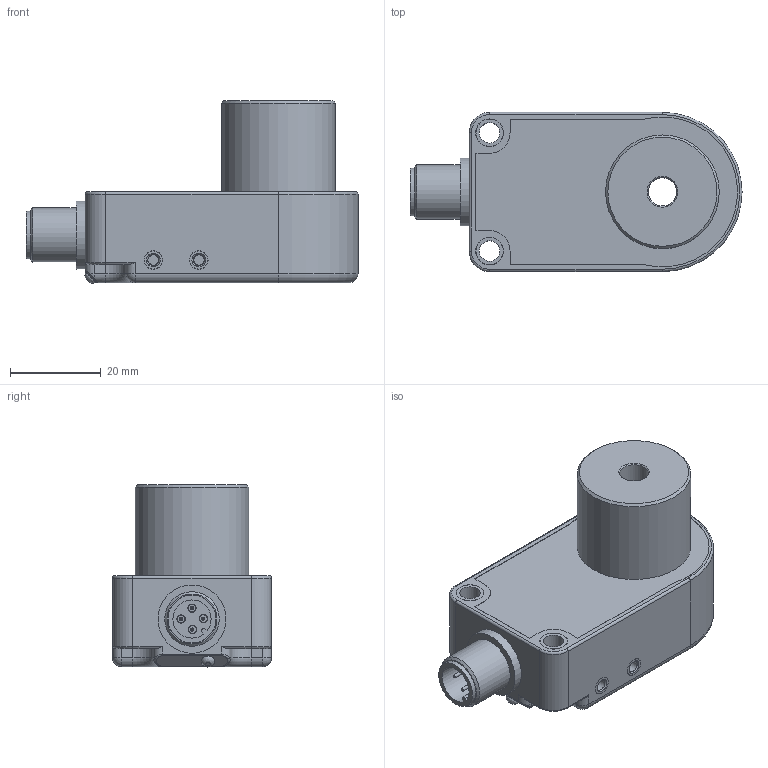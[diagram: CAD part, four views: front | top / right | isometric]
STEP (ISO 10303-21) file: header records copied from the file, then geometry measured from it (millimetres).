
FILE_DESCRIPTION(/* description */ (''),/* implementation_level */ '2;1');
FILE_NAME(/* name */ 'IRDB 6 XSOK-IBS .stp',/* time_stamp */ '2024-02-19T09:53:10+01:00',/* author */ ('sa'),/* organization */ ('di-soric GmbH & Co. KG'),/* preprocessor_version */ 'ST-DEVELOPER v20',/* originating_system */ 'Autodesk Inventor 2024',/* authorisation */ '');
FILE_SCHEMA (('AUTOMOTIVE_DESIGN { 1 0 10303 214 3 1 1 }'));
Length unit declared in the file: millimetre
Products named in the file (1): Ableitung IRDB6-XSOK-IBS
Bounding box: 73 x 35 x 40.08 mm (x, y, z)
Volume: 47075.5 mm3; surface area: 13310.9 mm2
Topology: 6 solids, 7 shells, 330 faces, 896 edges, 584 vertices
Faces by surface type: cylinder 148, plane 145, cone 18, torus 10, bspline 5, sphere 4
Full cylindrical faces by diameter (mm): 0.7 x4, 1.7 x4, 1.8 x4, 2.459 x2, 3 x2, 4 x2, 4.05 x2, 4.5 x2, 6 x2, 6.1 x2, 6.25 x1, 6.7 x1, 7.85 x1, 8.1 x1, 8.5 x1, 8.8 x1, 9.45 x1, 9.5 x1, 9.9 x1, 10 x1, 10.5 x1, 12 x1, 15 x1, 25 x1
Entity records: 10903 total; most frequent: CARTESIAN_POINT 2061, DIRECTION 1969, ORIENTED_EDGE 1792, EDGE_CURVE 896, AXIS2_PLACEMENT_3D 763, VERTEX_POINT 584, LINE 443, VECTOR 443
